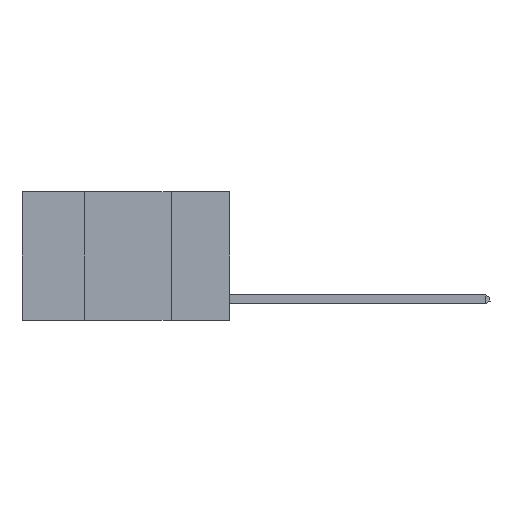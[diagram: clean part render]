
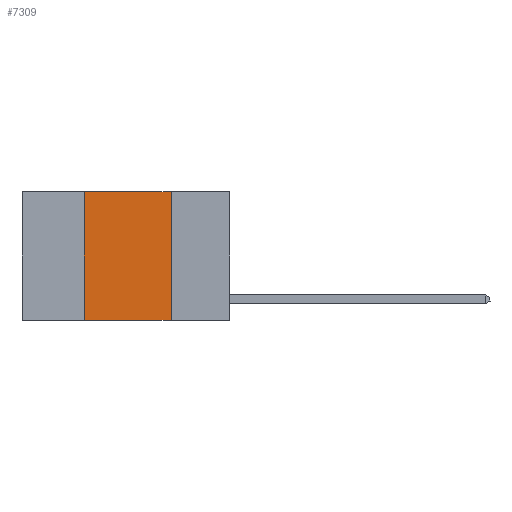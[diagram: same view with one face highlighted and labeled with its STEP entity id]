
A CAD part, left-side view. The second image highlights one B-rep face of the part: STEP entity #7309.
In plain terms, the highlighted planar face has unit normal (-1, 0, 0).
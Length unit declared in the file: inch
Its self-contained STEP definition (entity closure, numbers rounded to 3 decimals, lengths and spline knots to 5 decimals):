
#14 = ORIENTED_EDGE ( 'NONE', *, *, #8032, .F. ) ;
#533 = CARTESIAN_POINT ( 'NONE',  ( 0., 0.17, -0.37 ) ) ;
#758 = DIRECTION ( 'NONE',  ( 1., 0., 0. ) ) ;
#782 = DIRECTION ( 'NONE',  ( 0., -1., 0. ) ) ;
#945 = DIRECTION ( 'NONE',  ( 0., -1., 0. ) ) ;
#1036 = ORIENTED_EDGE ( 'NONE', *, *, #8762, .F. ) ;
#1483 = VECTOR ( 'NONE', #945, 39.37008 ) ;
#1624 = VECTOR ( 'NONE', #8379, 39.37008 ) ;
#1927 = LINE ( 'NONE', #2656, #6707 ) ;
#2321 = LINE ( 'NONE', #3670, #8995 ) ;
#2346 = FACE_OUTER_BOUND ( 'NONE', #5654, .T. ) ;
#2656 = CARTESIAN_POINT ( 'NONE',  ( 0., 0.42, 0. ) ) ;
#3129 = VERTEX_POINT ( 'NONE', #7670 ) ;
#3670 = CARTESIAN_POINT ( 'NONE',  ( 0., 0.6, -0.37 ) ) ;
#4049 = CARTESIAN_POINT ( 'NONE',  ( 0., 0.17, 0. ) ) ;
#4430 = CARTESIAN_POINT ( 'NONE',  ( 0., 0.17, 0. ) ) ;
#4518 = AXIS2_PLACEMENT_3D ( 'NONE', #7305, #758, #8677 ) ;
#4598 = LINE ( 'NONE', #7485, #1483 ) ;
#4727 = ORIENTED_EDGE ( 'NONE', *, *, #4771, .F. ) ;
#4771 = EDGE_CURVE ( 'NONE', #3129, #6108, #1927, .T. ) ;
#5257 = PLANE ( 'NONE',  #4518 ) ;
#5383 = VERTEX_POINT ( 'NONE', #533 ) ;
#5566 = DIRECTION ( 'NONE',  ( 0., 0., 1. ) ) ;
#5654 = EDGE_LOOP ( 'NONE', ( #14, #1036, #4727, #7490 ) ) ;
#5881 = CARTESIAN_POINT ( 'NONE',  ( 0., 0.42, 0. ) ) ;
#6108 = VERTEX_POINT ( 'NONE', #5881 ) ;
#6522 = EDGE_CURVE ( 'NONE', #3129, #5383, #2321, .T. ) ;
#6707 = VECTOR ( 'NONE', #5566, 39.37008 ) ;
#7305 = CARTESIAN_POINT ( 'NONE',  ( 0., 0.6, 0. ) ) ;
#7309 = ADVANCED_FACE ( 'NONE', ( #2346 ), #5257, .F. ) ;
#7485 = CARTESIAN_POINT ( 'NONE',  ( 0., 0.6, 0. ) ) ;
#7490 = ORIENTED_EDGE ( 'NONE', *, *, #6522, .T. ) ;
#7670 = CARTESIAN_POINT ( 'NONE',  ( 0., 0.42, -0.37 ) ) ;
#7708 = LINE ( 'NONE', #4049, #1624 ) ;
#8032 = EDGE_CURVE ( 'NONE', #9334, #5383, #7708, .T. ) ;
#8379 = DIRECTION ( 'NONE',  ( 0., 0., -1. ) ) ;
#8677 = DIRECTION ( 'NONE',  ( 0., 0., -1. ) ) ;
#8762 = EDGE_CURVE ( 'NONE', #6108, #9334, #4598, .T. ) ;
#8995 = VECTOR ( 'NONE', #782, 39.37008 ) ;
#9334 = VERTEX_POINT ( 'NONE', #4430 ) ;
